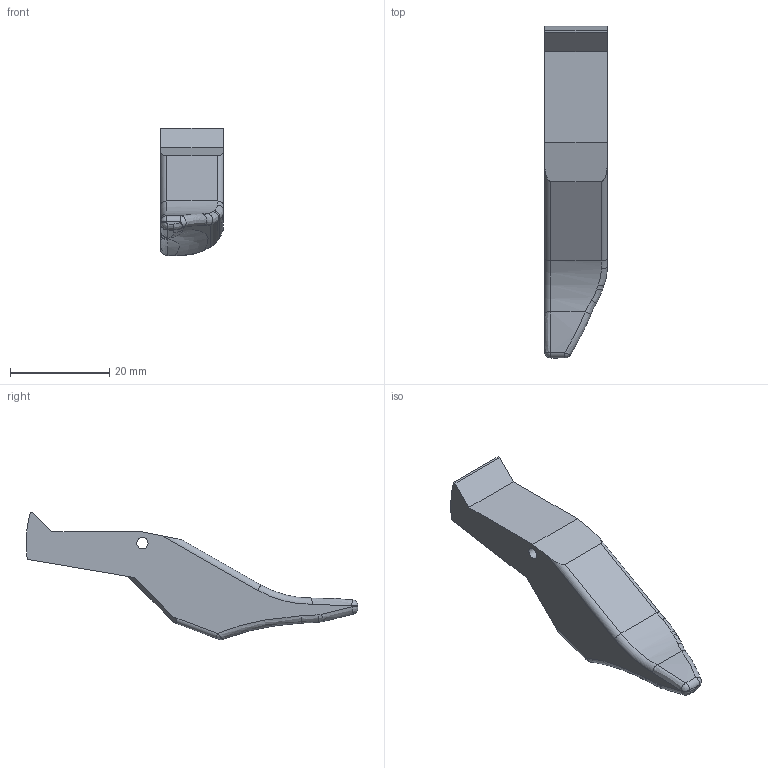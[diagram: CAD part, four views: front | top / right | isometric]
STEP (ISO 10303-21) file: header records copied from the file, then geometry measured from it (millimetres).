
FILE_DESCRIPTION(/* description */ (''),/* implementation_level */ '2;1');
FILE_NAME(/* name */ 'Trelease Paddle RHD.step',/* time_stamp */ '2021-09-19T09:44:16-06:00',/* author */ (''),/* organization */ (''),/* preprocessor_version */ 'ST-DEVELOPER v18.1',/* originating_system */ 'Autodesk Translation Framework v10.10.0.1391',/* authorisation */ '');
FILE_SCHEMA (('AUTOMOTIVE_DESIGN { 1 0 10303 214 3 1 1 }'));
Length unit declared in the file: millimetre
Products named in the file (1): Trelease_2_Long v3
Bounding box: 12.7 x 66.98 x 25.72 mm (x, y, z)
Volume: 7076.4 mm3; surface area: 3170.6 mm2
Topology: 1 solids, 1 shells, 67 faces, 162 edges, 98 vertices
Faces by surface type: bspline 26, plane 17, cylinder 14, cone 6, torus 2, sphere 2
Full cylindrical faces by diameter (mm): 2.286 x1, 3.81 x1, 5.6 x1
Entity records: 2509 total; most frequent: CARTESIAN_POINT 1049, ORIENTED_EDGE 324, DIRECTION 248, EDGE_CURVE 162, VERTEX_POINT 98, AXIS2_PLACEMENT_3D 96, EDGE_LOOP 70, FACE_OUTER_BOUND 67
